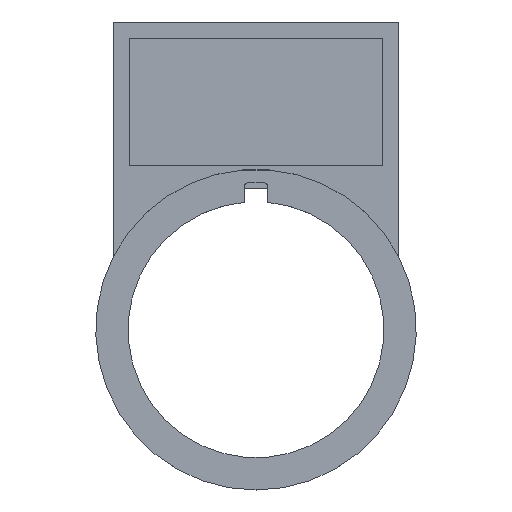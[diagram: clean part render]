
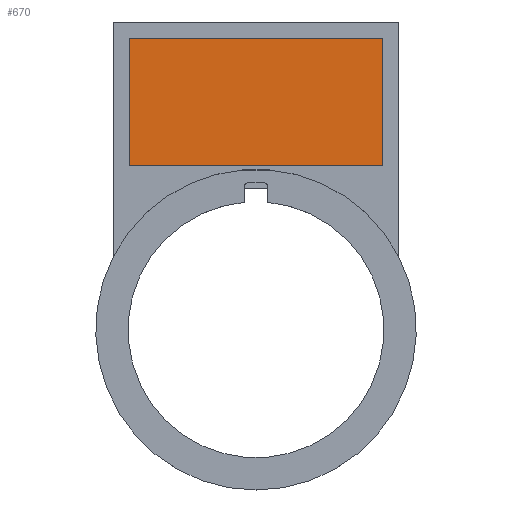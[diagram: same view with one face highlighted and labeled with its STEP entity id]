
A CAD part, top view. The second image highlights one B-rep face of the part: STEP entity #670.
In plain terms, the highlighted planar face has unit normal (0, 0, 1).
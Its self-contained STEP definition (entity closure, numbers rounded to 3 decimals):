
#39=PLANE($,#728);
#70=FACE_OUTER_BOUND($,#110,.T.);
#110=EDGE_LOOP($,(#555,#556,#557,#558));
#165=LINE($,#1064,#235);
#169=LINE($,#1072,#239);
#172=LINE($,#1078,#242);
#175=LINE($,#1083,#245);
#235=VECTOR($,#864,22.15);
#239=VECTOR($,#870,11.15);
#242=VECTOR($,#875,22.15);
#245=VECTOR($,#880,11.15);
#331=VERTEX_POINT($,#1062);
#332=VERTEX_POINT($,#1063);
#335=VERTEX_POINT($,#1071);
#337=VERTEX_POINT($,#1077);
#408=EDGE_CURVE($,#331,#332,#165,.T.);
#412=EDGE_CURVE($,#332,#335,#169,.T.);
#415=EDGE_CURVE($,#335,#337,#172,.T.);
#418=EDGE_CURVE($,#337,#331,#175,.T.);
#555=ORIENTED_EDGE($,*,*,#408,.T.);
#556=ORIENTED_EDGE($,*,*,#412,.T.);
#557=ORIENTED_EDGE($,*,*,#415,.T.);
#558=ORIENTED_EDGE($,*,*,#418,.T.);
#670=ADVANCED_FACE($,(#70),#39,.T.);
#728=AXIS2_PLACEMENT_3D($,#1085,#882,#883);
#864=DIRECTION($,(1.,0.,0.));
#870=DIRECTION($,(0.,1.,0.));
#875=DIRECTION($,(-1.,0.,0.));
#880=DIRECTION($,(0.,-1.,0.));
#882=DIRECTION('center_axis',(0.,0.,
1.));
#883=DIRECTION('ref_axis',(1.,0.,0.));
#1062=CARTESIAN_POINT('',(-11.075,14.325,0.25));
#1063=CARTESIAN_POINT('',(11.075,14.325,0.25));
#1064=CARTESIAN_POINT($,(-11.075,14.325,0.25));
#1071=CARTESIAN_POINT('',(11.075,25.475,0.25));
#1072=CARTESIAN_POINT($,(11.075,14.325,0.25));
#1077=CARTESIAN_POINT('',(-11.075,25.475,0.25));
#1078=CARTESIAN_POINT($,(11.075,25.475,0.25));
#1083=CARTESIAN_POINT($,(-11.075,25.475,0.25));
#1085=CARTESIAN_POINT('Origin',(0.,19.9,0.25));
